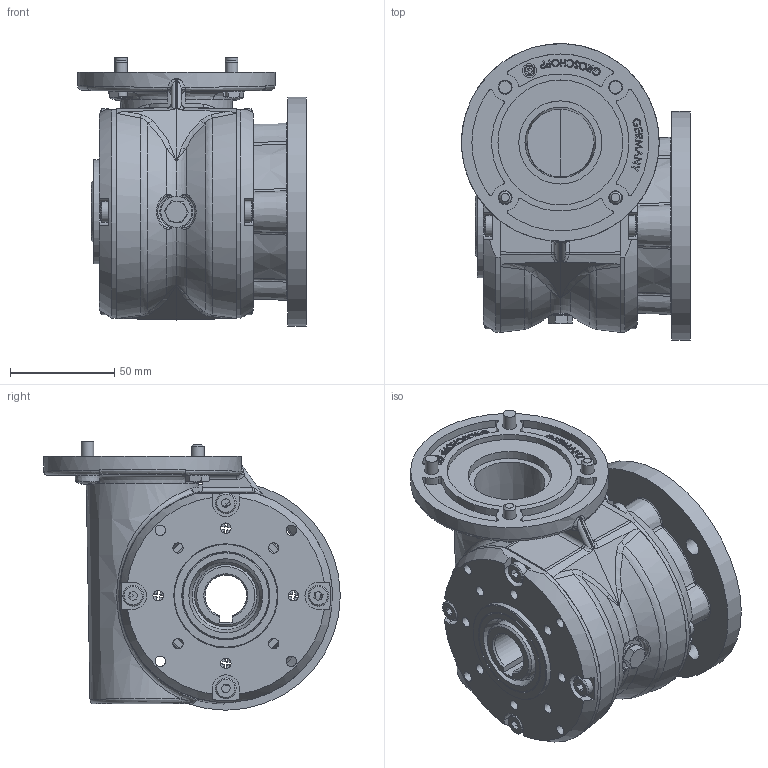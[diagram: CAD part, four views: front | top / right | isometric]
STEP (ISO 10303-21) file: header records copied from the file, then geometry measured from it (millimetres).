
FILE_DESCRIPTION (( 'STEP AP214' ), '1' );
FILE_NAME ('Getriebe_VE40-D1-H-+-2339447_e.STEP', '2018-01-18T13:36:55', ( 'hhelten' ), ( 'Microsoft' ), 'SwSTEP 2.0', 'SolidWorks 2017', '' );
FILE_SCHEMA (( 'AUTOMOTIVE_DESIGN' ));
Length unit declared in the file: millimetre
Products named in the file (1): Getriebe_VE40-D1-H-+-2339447_e
Bounding box: 109.97 x 142.5 x 129 mm (x, y, z)
Surface area: 121752.6 mm2 (no closed solid volume)
Topology: 0 solids, 31 shells, 868 faces, 2613 edges, 1749 vertices
Faces by surface type: plane 336, bspline 201, cylinder 142, cone 100, torus 61, sphere 28
Full cylindrical faces by diameter (mm): 5 x20, 6 x4, 6.6 x4, 8.5 x4, 10 x9, 15 x1, 30 x1, 40 x1, 42 x1, 50 x2, 60 x1, 95 x1, 110 x1
Entity records: 48567 total; most frequent: CARTESIAN_POINT 17801, ORIENTED_EDGE 4254, DIRECTION 3960, EDGE_CURVE 2504, VERTEX_POINT 1732, AXIS2_PLACEMENT_3D 1496, EDGE_LOOP 1106, LINE 968
